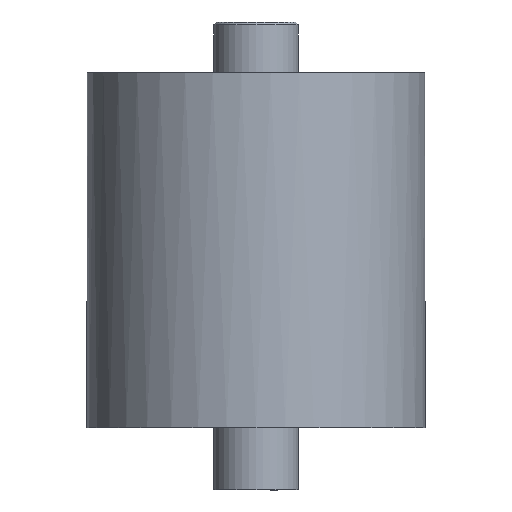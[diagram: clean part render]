
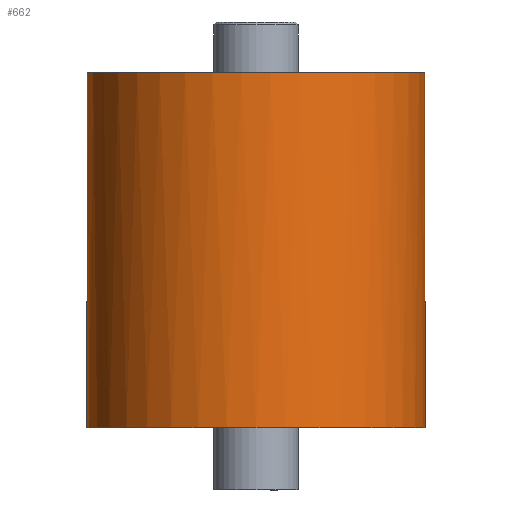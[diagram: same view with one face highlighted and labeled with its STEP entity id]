
A CAD part, front view. The second image highlights one B-rep face of the part: STEP entity #662.
In plain terms, the highlighted cylindrical face has radius 30 mm (diameter 60 mm), a full revolution.
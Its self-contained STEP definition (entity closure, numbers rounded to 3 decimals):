
#53=FACE_OUTER_BOUND('',#96,.T.);
#96=EDGE_LOOP('',(#473,#474,#475,#476,#477,#478,#479,#480,#481));
#140=CIRCLE('',#716,30.);
#141=CIRCLE('',#717,30.);
#150=CIRCLE('',#731,30.);
#151=CIRCLE('',#732,30.);
#152=CIRCLE('',#733,30.);
#188=LINE('',#1070,#241);
#189=LINE('',#1073,#242);
#190=LINE('',#1076,#243);
#241=VECTOR('',#847,10.);
#242=VECTOR('',#850,30.);
#243=VECTOR('',#853,10.);
#291=VERTEX_POINT('',#1031);
#292=VERTEX_POINT('',#1032);
#305=VERTEX_POINT('',#1066);
#306=VERTEX_POINT('',#1067);
#307=VERTEX_POINT('',#1069);
#308=VERTEX_POINT('',#1071);
#309=VERTEX_POINT('',#1074);
#356=EDGE_CURVE('',#291,#292,#140,.T.);
#357=EDGE_CURVE('',#292,#291,#141,.T.);
#373=EDGE_CURVE('',#305,#306,#150,.T.);
#374=EDGE_CURVE('',#306,#307,#188,.T.);
#375=EDGE_CURVE('',#307,#308,#151,.T.);
#376=EDGE_CURVE('',#308,#292,#189,.T.);
#377=EDGE_CURVE('',#308,#309,#152,.T.);
#378=EDGE_CURVE('',#309,#305,#190,.T.);
#473=ORIENTED_EDGE('',*,*,#373,.T.);
#474=ORIENTED_EDGE('',*,*,#374,.T.);
#475=ORIENTED_EDGE('',*,*,#375,.T.);
#476=ORIENTED_EDGE('',*,*,#376,.T.);
#477=ORIENTED_EDGE('',*,*,#356,.F.);
#478=ORIENTED_EDGE('',*,*,#357,.F.);
#479=ORIENTED_EDGE('',*,*,#376,.F.);
#480=ORIENTED_EDGE('',*,*,#377,.T.);
#481=ORIENTED_EDGE('',*,*,#378,.T.);
#644=CYLINDRICAL_SURFACE('',#730,30.);
#662=ADVANCED_FACE('',(#53),#644,.T.);
#716=AXIS2_PLACEMENT_3D('',#1033,#809,#810);
#717=AXIS2_PLACEMENT_3D('',#1034,#811,#812);
#730=AXIS2_PLACEMENT_3D('',#1065,#843,#844);
#731=AXIS2_PLACEMENT_3D('',#1068,#845,#846);
#732=AXIS2_PLACEMENT_3D('',#1072,#848,#849);
#733=AXIS2_PLACEMENT_3D('',#1075,#851,#852);
#809=DIRECTION('center_axis',(0.,0.,-1.));
#810=DIRECTION('ref_axis',(0.,-1.,0.));
#811=DIRECTION('center_axis',(0.,0.,-1.));
#812=DIRECTION('ref_axis',(0.,-1.,0.));
#843=DIRECTION('center_axis',(0.,0.,1.));
#844=DIRECTION('ref_axis',(0.,-1.,0.));
#845=DIRECTION('center_axis',(0.,0.,
-1.));
#846=DIRECTION('ref_axis',(-0.115,0.993,0.));
#847=DIRECTION('',(0.,0.,-1.));
#848=DIRECTION('center_axis',(0.,0.,
-1.));
#849=DIRECTION('ref_axis',(0.115,0.993,0.));
#850=DIRECTION('',(0.,0.,-1.));
#851=DIRECTION('center_axis',(0.,0.,
-1.));
#852=DIRECTION('ref_axis',(0.115,0.993,0.));
#853=DIRECTION('',(0.,0.,1.));
#1031=CARTESIAN_POINT('',(-273.044,18.521,1.714));
#1032=CARTESIAN_POINT('',(-303.044,48.521,1.714));
#1033=CARTESIAN_POINT('Origin',(-303.044,18.521,1.714));
#1034=CARTESIAN_POINT('Origin',(-303.044,18.521,1.714));
#1065=CARTESIAN_POINT('Origin',(-303.044,18.521,64.714));
#1066=CARTESIAN_POINT('',(-299.6,48.323,64.714));
#1067=CARTESIAN_POINT('',(-306.489,48.323,64.714));
#1068=CARTESIAN_POINT('Origin',(-303.044,18.521,64.714));
#1069=CARTESIAN_POINT('',(-306.489,48.323,13.137));
#1070=CARTESIAN_POINT('',(-306.489,48.323,64.714));
#1071=CARTESIAN_POINT('',(-303.044,48.521,13.137));
#1072=CARTESIAN_POINT('Origin',(-303.044,18.521,13.137));
#1073=CARTESIAN_POINT('',(-303.044,48.521,64.714));
#1074=CARTESIAN_POINT('',(-299.6,48.323,13.137));
#1075=CARTESIAN_POINT('Origin',(-303.044,18.521,13.137));
#1076=CARTESIAN_POINT('',(-299.6,48.323,13.137));
